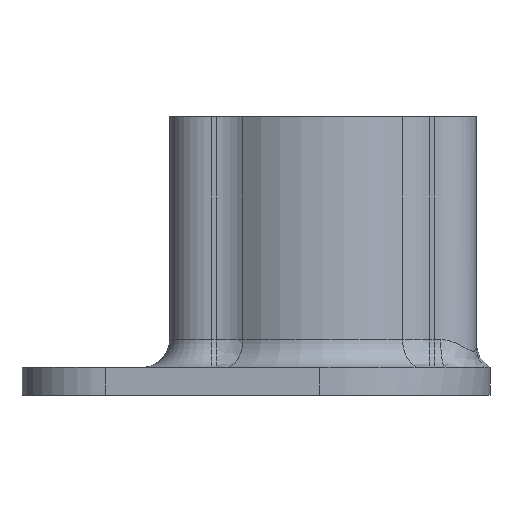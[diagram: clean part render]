
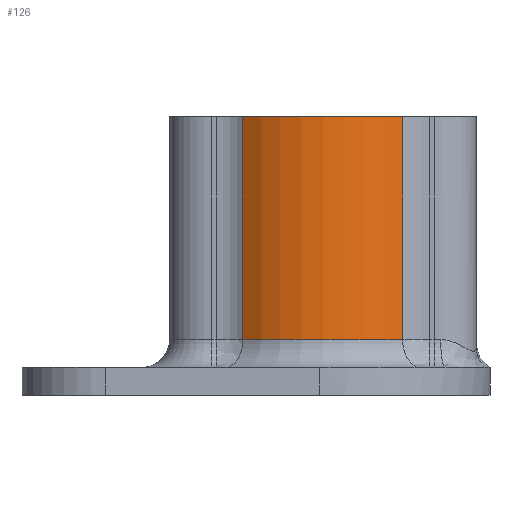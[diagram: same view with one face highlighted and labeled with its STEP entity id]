
A CAD part, left-side view. The second image highlights one B-rep face of the part: STEP entity #126.
In plain terms, the highlighted cylindrical face has radius 9 mm (diameter 18 mm), a partial arc.
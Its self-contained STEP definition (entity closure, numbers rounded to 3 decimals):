
#47=FACE_OUTER_BOUND('',#331,.T.);
#87=CYLINDRICAL_SURFACE('',#948,9.);
#126=ADVANCED_FACE('',(#47),#87,.T.);
#199=LINE('',#1616,#248);
#200=LINE('',#1621,#249);
#248=VECTOR('',#1094,1.);
#249=VECTOR('',#1097,1.);
#331=EDGE_LOOP('',(#424,#425,#426,#427));
#424=ORIENTED_EDGE('',*,*,#762,.T.);
#425=ORIENTED_EDGE('',*,*,#763,.T.);
#426=ORIENTED_EDGE('',*,*,#764,.T.);
#427=ORIENTED_EDGE('',*,*,#765,.T.);
#678=VERTEX_POINT('',#1617);
#679=VERTEX_POINT('',#1618);
#680=VERTEX_POINT('',#1620);
#681=VERTEX_POINT('',#1622);
#762=EDGE_CURVE('',#678,#679,#199,.T.);
#763=EDGE_CURVE('',#679,#680,#873,.T.);
#764=EDGE_CURVE('',#680,#681,#200,.T.);
#765=EDGE_CURVE('',#681,#678,#874,.T.);
#873=CIRCLE('',#946,9.);
#874=CIRCLE('',#947,9.);
#946=AXIS2_PLACEMENT_3D('',#1619,#1095,#1096);
#947=AXIS2_PLACEMENT_3D('',#1623,#1098,#1099);
#948=AXIS2_PLACEMENT_3D('',#1624,#1100,#1101);
#1094=DIRECTION('',(0.,0.,1.));
#1095=DIRECTION('',(0.,0.,-1.));
#1096=DIRECTION('',(1.,0.,0.));
#1097=DIRECTION('',(0.,0.,-1.));
#1098=DIRECTION('',(0.,0.,1.));
#1099=DIRECTION('',(1.,0.,0.));
#1100=DIRECTION('',(0.,0.,1.));
#1101=DIRECTION('',(1.,0.,0.));
#1616=CARTESIAN_POINT('',(-6.938,-5.733,0.));
#1617=CARTESIAN_POINT('',(-6.938,-5.733,4.));
#1618=CARTESIAN_POINT('',(-6.937,-5.733,20.));
#1619=CARTESIAN_POINT('',(0.,0.,20.));
#1620=CARTESIAN_POINT('',(-6.938,5.733,20.));
#1621=CARTESIAN_POINT('',(-6.938,5.733,0.));
#1622=CARTESIAN_POINT('',(-6.938,5.733,4.));
#1623=CARTESIAN_POINT('',(0.,0.,4.));
#1624=CARTESIAN_POINT('',(0.,0.,0.));
